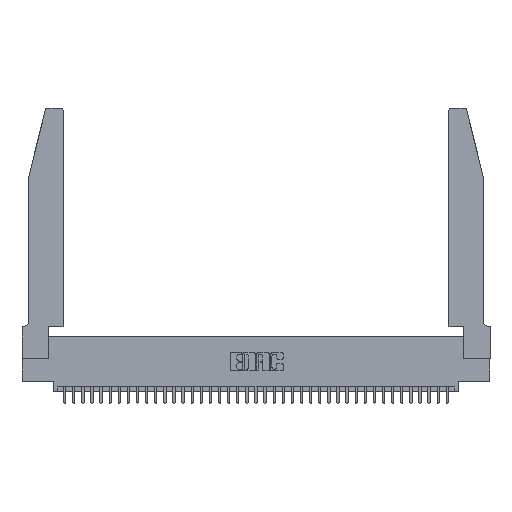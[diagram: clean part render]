
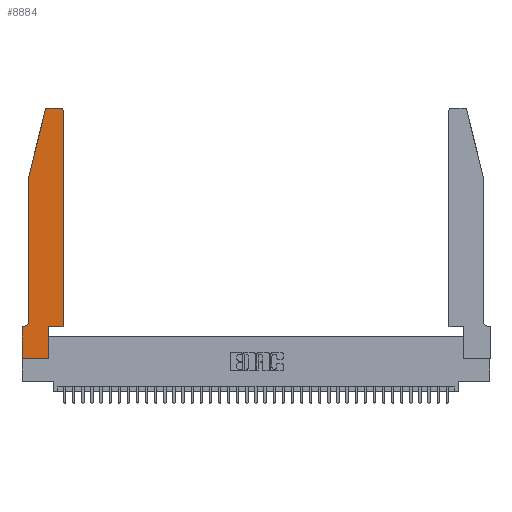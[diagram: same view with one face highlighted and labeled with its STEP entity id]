
A CAD part, top view. The second image highlights one B-rep face of the part: STEP entity #8884.
In plain terms, the highlighted planar face has unit normal (0, 0, 1).
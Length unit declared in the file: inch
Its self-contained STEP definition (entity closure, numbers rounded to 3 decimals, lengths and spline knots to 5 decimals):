
#113 = CARTESIAN_POINT ( 'NONE',  ( 0.284, 2.75, 0.37 ) ) ;
#446 = CARTESIAN_POINT ( 'NONE',  ( 0.2605, 2.75, 0.37 ) ) ;
#448 = AXIS2_PLACEMENT_3D ( 'NONE', #30407, #12676, #33393 ) ;
#1255 = CARTESIAN_POINT ( 'NONE',  ( 0., 0., 0.37 ) ) ;
#1381 = EDGE_CURVE ( 'NONE', #13546, #33540, #15752, .T. ) ;
#1452 = DIRECTION ( 'NONE',  ( 0., 1., 0. ) ) ;
#1982 = DIRECTION ( 'NONE',  ( -1., 0., 0. ) ) ;
#2433 = CARTESIAN_POINT ( 'NONE',  ( 0.4505, 0.35, 0.37 ) ) ;
#4169 = ORIENTED_EDGE ( 'NONE', *, *, #28033, .T. ) ;
#4700 = CARTESIAN_POINT ( 'NONE',  ( 0., 0., 0.37 ) ) ;
#5334 = VERTEX_POINT ( 'NONE', #35941 ) ;
#5697 = CARTESIAN_POINT ( 'NONE',  ( 0.25487, 2.72718, 0.37 ) ) ;
#5963 = LINE ( 'NONE', #16367, #13001 ) ;
#6607 = CIRCLE ( 'NONE', #36832, 0.03 ) ;
#7472 = CARTESIAN_POINT ( 'NONE',  ( 0.0755, 2., 0.37 ) ) ;
#7999 = VERTEX_POINT ( 'NONE', #1255 ) ;
#8104 = PLANE ( 'NONE',  #8147 ) ;
#8147 = AXIS2_PLACEMENT_3D ( 'NONE', #31871, #14163, #34870 ) ;
#8219 = EDGE_CURVE ( 'NONE', #5334, #15282, #28555, .T. ) ;
#8884 = ADVANCED_FACE ( 'NONE', ( #37029 ), #8104, .T. ) ;
#9175 = VECTOR ( 'NONE', #28465, 39.37008 ) ;
#10210 = CARTESIAN_POINT ( 'NONE',  ( 0.0755, 0.35, 0.37 ) ) ;
#10514 = VERTEX_POINT ( 'NONE', #20242 ) ;
#10662 = ORIENTED_EDGE ( 'NONE', *, *, #11463, .T. ) ;
#10675 = VECTOR ( 'NONE', #19318, 39.37008 ) ;
#11150 = CARTESIAN_POINT ( 'NONE',  ( 0.4505, 2.72, 0.37 ) ) ;
#11463 = EDGE_CURVE ( 'NONE', #13905, #26589, #6607, .T. ) ;
#12354 = DIRECTION ( 'NONE',  ( 0., -1., 0. ) ) ;
#12611 = CARTESIAN_POINT ( 'NONE',  ( 0.0755, 2., 0.37 ) ) ;
#12676 = DIRECTION ( 'NONE',  ( 0., 0., 1. ) ) ;
#13001 = VECTOR ( 'NONE', #1452, 39.37008 ) ;
#13546 = VERTEX_POINT ( 'NONE', #21433 ) ;
#13548 = VERTEX_POINT ( 'NONE', #12611 ) ;
#13766 = VECTOR ( 'NONE', #31916, 39.37008 ) ;
#13905 = VERTEX_POINT ( 'NONE', #11150 ) ;
#14121 = VERTEX_POINT ( 'NONE', #113 ) ;
#14163 = DIRECTION ( 'NONE',  ( 0., 0., 1. ) ) ;
#14593 = CARTESIAN_POINT ( 'NONE',  ( 0.4505, 0.35, 0.37 ) ) ;
#15282 = VERTEX_POINT ( 'NONE', #14593 ) ;
#15752 = CIRCLE ( 'NONE', #18696, 0.07 ) ;
#16080 = ORIENTED_EDGE ( 'NONE', *, *, #37259, .T. ) ;
#16331 = DIRECTION ( 'NONE',  ( 0., 0., 1. ) ) ;
#16366 = VERTEX_POINT ( 'NONE', #20648 ) ;
#16367 = CARTESIAN_POINT ( 'NONE',  ( 0.2865, 0.35, 0.37 ) ) ;
#16512 = DIRECTION ( 'NONE',  ( -0.239, -0.971, 0. ) ) ;
#18341 = CARTESIAN_POINT ( 'NONE',  ( 0.0755, 2., 0.37 ) ) ;
#18568 = LINE ( 'NONE', #22164, #10675 ) ;
#18696 = AXIS2_PLACEMENT_3D ( 'NONE', #37608, #19865, #1982 ) ;
#19142 = ORIENTED_EDGE ( 'NONE', *, *, #33493, .T. ) ;
#19184 = LINE ( 'NONE', #18341, #35865 ) ;
#19318 = DIRECTION ( 'NONE',  ( 1., 0., 0. ) ) ;
#19865 = DIRECTION ( 'NONE',  ( 0., 0., -1. ) ) ;
#20242 = CARTESIAN_POINT ( 'NONE',  ( 0., 0.35, 0.37 ) ) ;
#20497 = EDGE_CURVE ( 'NONE', #33540, #10514, #23195, .T. ) ;
#20648 = CARTESIAN_POINT ( 'NONE',  ( 0.2865, 0., 0.37 ) ) ;
#21045 = CIRCLE ( 'NONE', #448, 0.03 ) ;
#21433 = CARTESIAN_POINT ( 'NONE',  ( 0.0755, 0.42, 0.37 ) ) ;
#22119 = VECTOR ( 'NONE', #16512, 39.37008 ) ;
#22164 = CARTESIAN_POINT ( 'NONE',  ( 0., 0., 0.37 ) ) ;
#23195 = LINE ( 'NONE', #10210, #30144 ) ;
#23563 = EDGE_LOOP ( 'NONE', ( #4169, #34170, #19142, #34389, #28895, #35603, #28591, #16080, #27985, #27616, #29428, #10662 ) ) ;
#23943 = LINE ( 'NONE', #7472, #22119 ) ;
#24287 = DIRECTION ( 'NONE',  ( -1., 0., 0. ) ) ;
#24338 = CARTESIAN_POINT ( 'NONE',  ( 0.4205, 2.75, 0.37 ) ) ;
#26589 = VERTEX_POINT ( 'NONE', #24338 ) ;
#27582 = VECTOR ( 'NONE', #24287, 39.37008 ) ;
#27616 = ORIENTED_EDGE ( 'NONE', *, *, #8219, .T. ) ;
#27985 = ORIENTED_EDGE ( 'NONE', *, *, #31724, .T. ) ;
#28033 = EDGE_CURVE ( 'NONE', #26589, #14121, #36429, .T. ) ;
#28465 = DIRECTION ( 'NONE',  ( 0., -1., 0. ) ) ;
#28555 = LINE ( 'NONE', #37890, #13766 ) ;
#28591 = ORIENTED_EDGE ( 'NONE', *, *, #32277, .T. ) ;
#28895 = ORIENTED_EDGE ( 'NONE', *, *, #1381, .T. ) ;
#29427 = EDGE_CURVE ( 'NONE', #14121, #30754, #21045, .T. ) ;
#29428 = ORIENTED_EDGE ( 'NONE', *, *, #34455, .T. ) ;
#29929 = EDGE_CURVE ( 'NONE', #13548, #13546, #19184, .T. ) ;
#30144 = VECTOR ( 'NONE', #33927, 39.37008 ) ;
#30320 = VECTOR ( 'NONE', #32201, 39.37008 ) ;
#30407 = CARTESIAN_POINT ( 'NONE',  ( 0.284, 2.72, 0.37 ) ) ;
#30754 = VERTEX_POINT ( 'NONE', #5697 ) ;
#31724 = EDGE_CURVE ( 'NONE', #16366, #5334, #5963, .T. ) ;
#31871 = CARTESIAN_POINT ( 'NONE',  ( 0., 0.35, 0.37 ) ) ;
#31916 = DIRECTION ( 'NONE',  ( 1., 0., 0. ) ) ;
#32201 = DIRECTION ( 'NONE',  ( 0., 1., 0. ) ) ;
#32277 = EDGE_CURVE ( 'NONE', #10514, #7999, #32856, .T. ) ;
#32856 = LINE ( 'NONE', #4700, #9175 ) ;
#33393 = DIRECTION ( 'NONE',  ( 1., 0., 0. ) ) ;
#33493 = EDGE_CURVE ( 'NONE', #30754, #13548, #23943, .T. ) ;
#33540 = VERTEX_POINT ( 'NONE', #34363 ) ;
#33927 = DIRECTION ( 'NONE',  ( -1., 0., 0. ) ) ;
#34039 = CARTESIAN_POINT ( 'NONE',  ( 0.4205, 2.72, 0.37 ) ) ;
#34170 = ORIENTED_EDGE ( 'NONE', *, *, #29427, .T. ) ;
#34363 = CARTESIAN_POINT ( 'NONE',  ( 0.0055, 0.35, 0.37 ) ) ;
#34389 = ORIENTED_EDGE ( 'NONE', *, *, #29929, .T. ) ;
#34455 = EDGE_CURVE ( 'NONE', #15282, #13905, #37298, .T. ) ;
#34870 = DIRECTION ( 'NONE',  ( 1., 0., 0. ) ) ;
#35603 = ORIENTED_EDGE ( 'NONE', *, *, #20497, .T. ) ;
#35865 = VECTOR ( 'NONE', #12354, 39.37008 ) ;
#35941 = CARTESIAN_POINT ( 'NONE',  ( 0.2865, 0.35, 0.37 ) ) ;
#36429 = LINE ( 'NONE', #446, #27582 ) ;
#36832 = AXIS2_PLACEMENT_3D ( 'NONE', #34039, #16331, #37033 ) ;
#37029 = FACE_OUTER_BOUND ( 'NONE', #23563, .T. ) ;
#37033 = DIRECTION ( 'NONE',  ( 1., 0., 0. ) ) ;
#37259 = EDGE_CURVE ( 'NONE', #7999, #16366, #18568, .T. ) ;
#37298 = LINE ( 'NONE', #2433, #30320 ) ;
#37608 = CARTESIAN_POINT ( 'NONE',  ( 0.0055, 0.42, 0.37 ) ) ;
#37890 = CARTESIAN_POINT ( 'NONE',  ( 0.4505, 0.35, 0.37 ) ) ;
